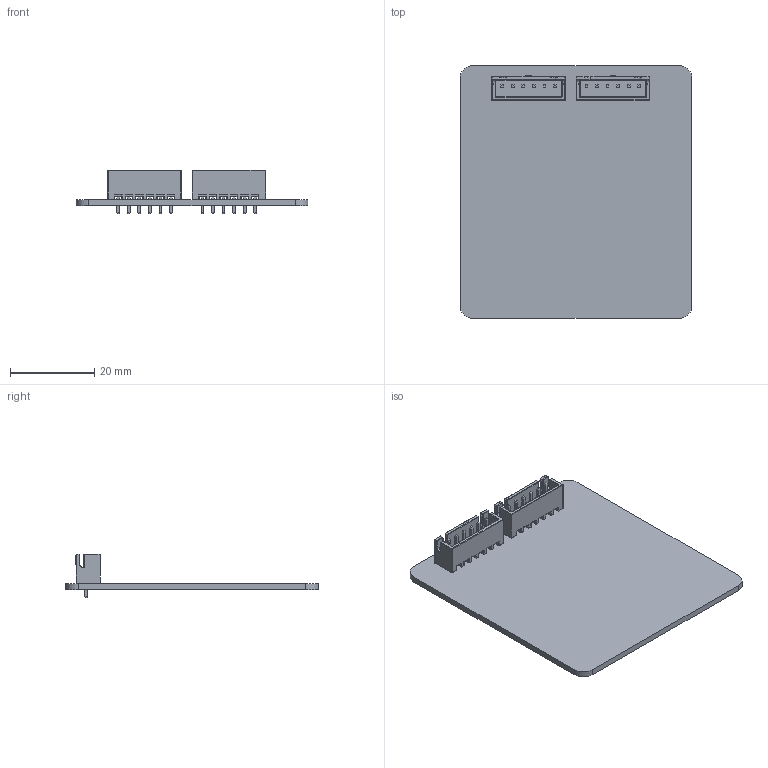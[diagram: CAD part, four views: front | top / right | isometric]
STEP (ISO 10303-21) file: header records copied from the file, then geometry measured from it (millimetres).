
FILE_DESCRIPTION(('Open CASCADE Model'),'2;1');
FILE_NAME('Open CASCADE Shape Model','2023-11-25T10:18:02',('Author'),( 'Open CASCADE'),'Open CASCADE STEP processor 7.5','Open CASCADE 7.5' ,'Unknown');
FILE_SCHEMA(('AUTOMOTIVE_DESIGN { 1 0 10303 214 1 1 1 1 }'));
Length unit declared in the file: millimetre
Products named in the file (9): PCB; Board; Open CASCADE STEP translator 7.5 3.1.1; J3; Conn_JST_B6B-XH-A_LF_SN_eec; Package; Pins; Logo; J2
Assembly tree (9 placements, depth 4):
  PCB
    Board
      Open CASCADE STEP translator 7.5 3.1.1
    J3
      Conn_JST_B6B-XH-A_LF_SN_eec
        Package
        Pins
        Logo
    J2
      Conn_JST_B6B-XH-A_LF_SN_eec
        Package
        Pins
        Logo
Bounding box: 55 x 60 x 10.4 mm (x, y, z)
Volume: 5541.2 mm3; surface area: 8712 mm2
Topology: 21 solids, 21 shells, 1288 faces, 2902 edges, 1644 vertices
Faces by surface type: cylinder 444, plane 372, bspline 168, torus 156, sphere 148
Entity records: 18637 total; most frequent: CARTESIAN_POINT 4064, DIRECTION 2983, ORIENTED_EDGE 2910, EDGE_CURVE 1455, AXIS2_PLACEMENT_3D 1115, VERTEX_POINT 830, LINE 753, VECTOR 753
